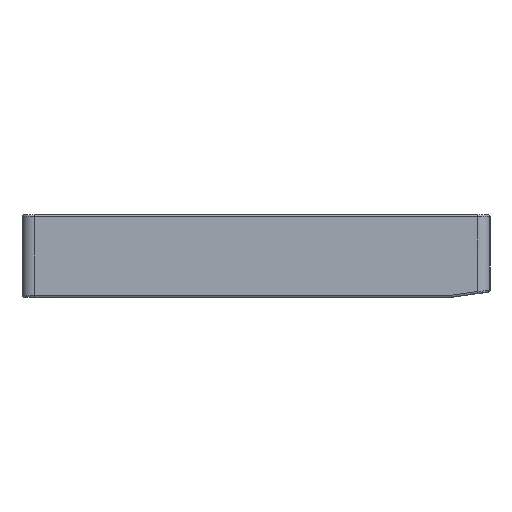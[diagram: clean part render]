
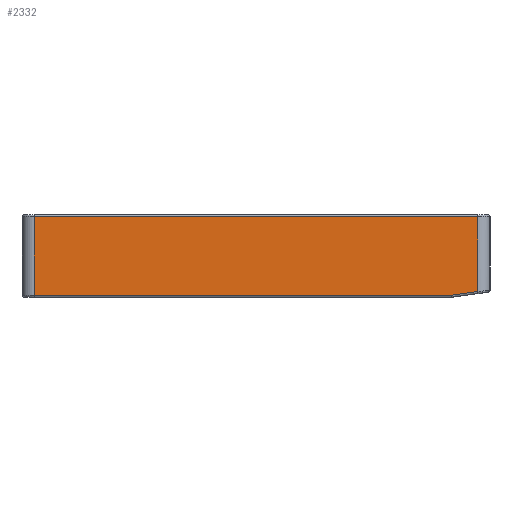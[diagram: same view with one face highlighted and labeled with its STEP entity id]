
A CAD part, left-side view. The second image highlights one B-rep face of the part: STEP entity #2332.
In plain terms, the highlighted planar face has unit normal (-1, 0, 0).
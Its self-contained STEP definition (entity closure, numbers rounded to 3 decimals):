
#354=FACE_OUTER_BOUND('',#502,.T.);
#502=EDGE_LOOP('',(#1950,#1951,#1952,#1953,#1954));
#671=LINE('',#3769,#873);
#674=LINE('',#3785,#876);
#681=LINE('',#3802,#883);
#686=LINE('',#3829,#888);
#709=LINE('',#4010,#911);
#873=VECTOR('',#3029,10.);
#876=VECTOR('',#3050,10.);
#883=VECTOR('',#3067,10.);
#888=VECTOR('',#3100,10.);
#911=VECTOR('',#3261,10.);
#1071=VERTEX_POINT('',#3763);
#1072=VERTEX_POINT('',#3767);
#1076=VERTEX_POINT('',#3783);
#1081=VERTEX_POINT('',#3801);
#1089=VERTEX_POINT('',#3827);
#1339=EDGE_CURVE('',#1071,#1072,#671,.T.);
#1347=EDGE_CURVE('',#1076,#1071,#674,.T.);
#1355=EDGE_CURVE('',#1081,#1076,#681,.T.);
#1369=EDGE_CURVE('',#1089,#1081,#686,.T.);
#1429=EDGE_CURVE('',#1089,#1072,#709,.T.);
#1950=ORIENTED_EDGE('',*,*,#1339,.F.);
#1951=ORIENTED_EDGE('',*,*,#1347,.F.);
#1952=ORIENTED_EDGE('',*,*,#1355,.F.);
#1953=ORIENTED_EDGE('',*,*,#1369,.F.);
#1954=ORIENTED_EDGE('',*,*,#1429,.T.);
#2202=PLANE('',#2604);
#2332=ADVANCED_FACE('',(#354),#2202,.T.);
#2604=AXIS2_PLACEMENT_3D('',#4009,#3259,#3260);
#3029=DIRECTION('',(0.,-1.,0.));
#3050=DIRECTION('',(0.,0.,1.));
#3067=DIRECTION('',(0.,1.,0.));
#3100=DIRECTION('',(0.,0.99,-0.139));
#3259=DIRECTION('center_axis',(-1.,0.,0.));
#3260=DIRECTION('ref_axis',(0.,-1.,0.));
#3261=DIRECTION('',(0.,0.,1.));
#3763=CARTESIAN_POINT('',(14.956,125.92,6.9));
#3767=CARTESIAN_POINT('',(14.956,18.62,6.9));
#3769=CARTESIAN_POINT('',(14.956,99.095,6.9));
#3783=CARTESIAN_POINT('',(14.956,125.92,-12.1));
#3785=CARTESIAN_POINT('',(14.956,125.92,0.));
#3801=CARTESIAN_POINT('',(14.956,24.954,-12.1));
#3802=CARTESIAN_POINT('',(14.956,99.095,-12.1));
#3827=CARTESIAN_POINT('',(14.956,18.62,-11.21));
#3829=CARTESIAN_POINT('',(14.956,68.993,-18.289));
#4009=CARTESIAN_POINT('Origin',(14.956,125.92,0.));
#4010=CARTESIAN_POINT('',(14.956,18.62,0.));
